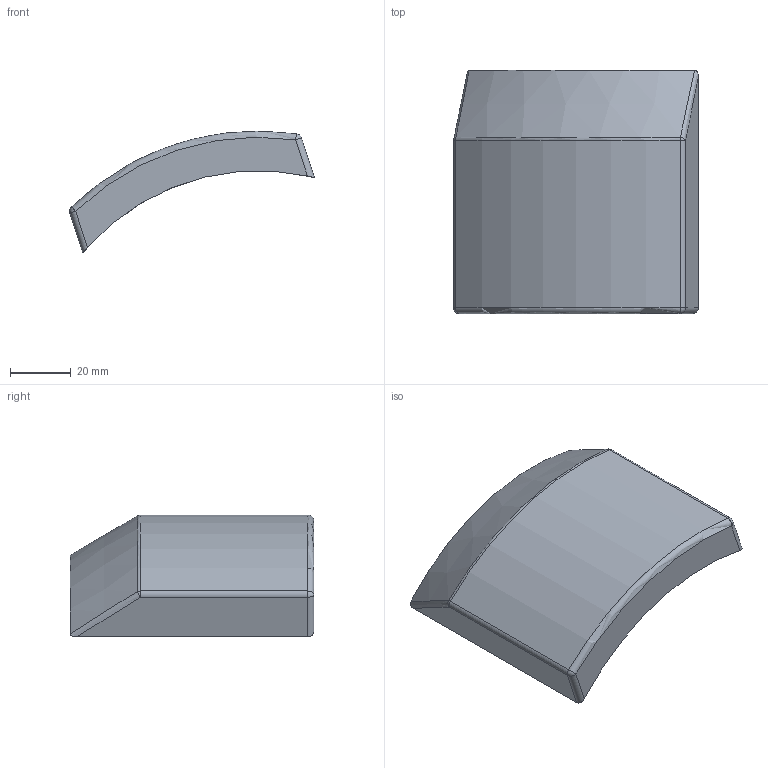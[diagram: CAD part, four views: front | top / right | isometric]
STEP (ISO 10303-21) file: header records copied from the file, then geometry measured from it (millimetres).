
FILE_DESCRIPTION( ( 'STEP Version 203' ), '1' );
FILE_NAME( 'Einsatz_blank_phase.stp', '04/16/20 10:24:59', ( 'Solass' ), ( ' ' ), 'PSStep 21.0.47', 'DesignModeler STEP Output', ' ' );
FILE_SCHEMA( ( 'CONFIG_CONTROL_DESIGN' ) );
Length unit declared in the file: metre
Products named in the file (1): 1
Bounding box: 80.31 x 80 x 39.97 mm (x, y, z)
Volume: 74534.8 mm3; surface area: 16672 mm2
Topology: 1 solids, 1 shells, 18 faces, 36 edges, 20 vertices
Faces by surface type: cylinder 6, sphere 4, plane 3, bspline 2, torus 2, cone 1
Entity records: 695 total; most frequent: CARTESIAN_POINT 288, DIRECTION 80, ORIENTED_EDGE 72, EDGE_CURVE 36, AXIS2_PLACEMENT_3D 35, VERTEX_POINT 20, ADVANCED_FACE 18, FACE_OUTER_BOUND 18
